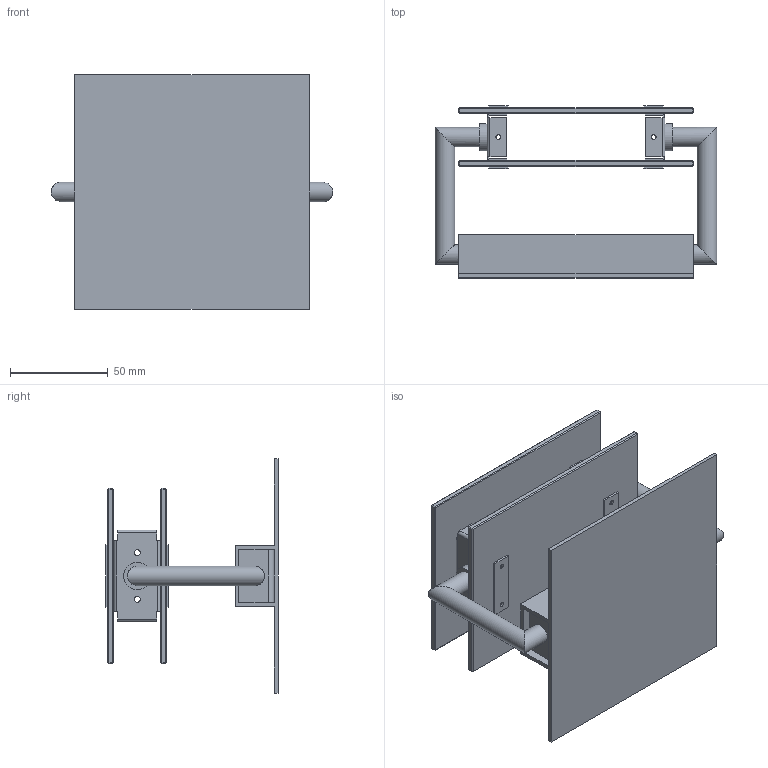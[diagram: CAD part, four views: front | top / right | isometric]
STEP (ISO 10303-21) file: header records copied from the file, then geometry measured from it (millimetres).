
FILE_DESCRIPTION(/* description */ ('STEP AP203'),/* implementation_level */ '2;1');
FILE_NAME(/* name */ 'TRECENTOSESSANTAGRADI_120 P-PL_USA_STEP.stp',/* time_stamp */ '2021-05-24T13:58:55+02:00',/* author */ ('matteo.garelli'),/* organization */ (''),/* preprocessor_version */ 'ST-DEVELOPER v18.1',/* originating_system */ 'Autodesk Inventor 2020',/* authorisation */ '');
FILE_SCHEMA (('AUTOMOTIVE_DESIGN { 1 0 10303 214 3 1 1 }'));
Length unit declared in the file: millimetre
Products named in the file (1): TRECENTOSESSANTAGRADI_120 P-PL_STEP
Bounding box: 144 x 88 x 120 mm (x, y, z)
Volume: 138051.4 mm3; surface area: 117573.3 mm2
Topology: 14 solids, 14 shells, 222 faces, 618 edges, 424 vertices
Faces by surface type: plane 156, cylinder 66
Full cylindrical faces by diameter (mm): 2.4 x28, 3 x4, 8 x2, 10 x10, 14 x2
Entity records: 7418 total; most frequent: DIRECTION 1280, CARTESIAN_POINT 1265, ORIENTED_EDGE 1236, EDGE_CURVE 618, AXIS2_PLACEMENT_3D 439, VERTEX_POINT 424, LINE 402, VECTOR 402
